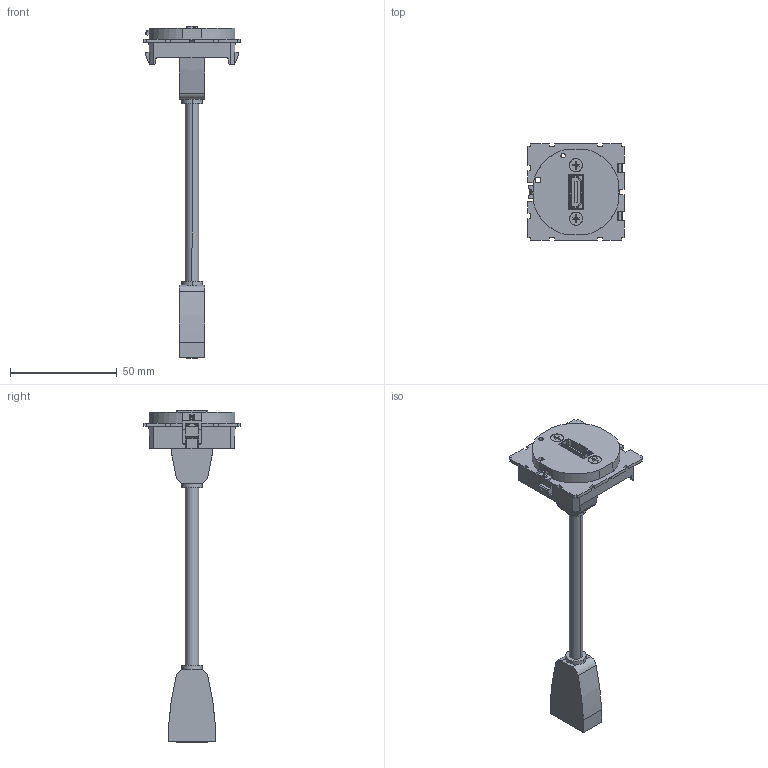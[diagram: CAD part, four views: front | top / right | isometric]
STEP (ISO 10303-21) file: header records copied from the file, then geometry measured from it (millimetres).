
FILE_DESCRIPTION(('CATIA V5 STEP Exchange','CAx-IF Rec.Pracs.--- Model Styling and Organization---1.5--- 2016-08-15','CAx-IF Rec.Pracs.---Supplemental Geometry---1.0---2011-11-01','CAx-IF Rec.Pracs.--- Composite Materials ---1.1---2010-07-15'),'2;1');
FILE_NAME('CM0314S_AllCATPart.stp','2023-07-11T12:40:13+00:00',('none'),('none'),'CATIA Version 5-6 Release 2020 SP3','CATIA V5 STEP AP214 v2','none');
FILE_SCHEMA(('AUTOMOTIVE_DESIGN { 1 0 10303 214 1 1 1 1 }'));
Length unit declared in the file: millimetre
Products named in the file (1): CM0314S_AllCATPart
Bounding box: 45.05 x 45.05 x 155.4 mm (x, y, z)
Volume: 22663.7 mm3; surface area: 16655.4 mm2
Topology: 4 solids, 4 shells, 414 faces, 1181 edges, 772 vertices
Faces by surface type: plane 251, cylinder 109, cone 36, bspline 8, sphere 6, extrusion 4
Entity records: 13202 total; most frequent: CARTESIAN_POINT 3462, ORIENTED_EDGE 2350, DIRECTION 1460, EDGE_CURVE 1175, VERTEX_POINT 772, VECTOR 731, LINE 727, AXIS2_PLACEMENT_3D 448
